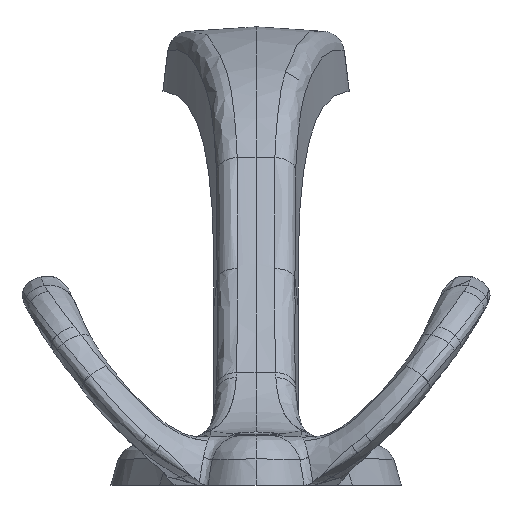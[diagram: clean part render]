
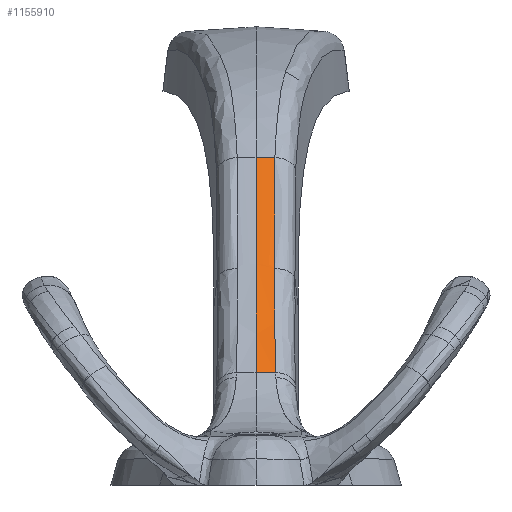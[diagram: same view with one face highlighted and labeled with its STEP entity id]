
A CAD part, front view. The second image highlights one B-rep face of the part: STEP entity #1155910.
In plain terms, the highlighted free-form (B-spline) face has degree [3, 5] with [4, 13] control points.
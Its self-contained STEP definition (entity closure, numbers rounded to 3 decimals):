
#905970=CARTESIAN_POINT('',(2.998,23.919,
17.387));
#905980=VERTEX_POINT('',#905970);
#1021770=CARTESIAN_POINT('',(2.998,23.919,
17.387));
#1021780=CARTESIAN_POINT('',(2.003,23.849,
17.414));
#1021790=CARTESIAN_POINT('',(1.005,23.8,
17.414));
#1021800=CARTESIAN_POINT('',(0.,23.796,
17.409));
#1021810=B_SPLINE_CURVE_WITH_KNOTS('',3,(#1021770,#1021780,#1021790,
#1021800),.UNSPECIFIED.,.F.,.F.,(4,4),(0.,1.),.UNSPECIFIED.);
#1021820=CARTESIAN_POINT('',(0.,23.796,
17.409));
#1021830=VERTEX_POINT('',#1021820);
#1021840=EDGE_CURVE('',#905980,#1021830,#1021810,.T.);
#1026220=CARTESIAN_POINT('',(2.884,34.946,
33.433));
#1026230=VERTEX_POINT('',#1026220);
#1026260=CARTESIAN_POINT('',(2.909,46.97,
50.554));
#1026270=CARTESIAN_POINT('',(2.907,46.925,50.499))
;
#1026280=CARTESIAN_POINT('',(2.905,46.879,50.444))
;
#1026290=CARTESIAN_POINT('',(2.902,46.823,50.378))
;
#1026300=CARTESIAN_POINT('',(2.898,46.73,50.265))
;
#1026310=CARTESIAN_POINT('',(2.894,46.637,50.153))
;
#1026320=CARTESIAN_POINT('',(2.892,46.59,50.095));
#1026330=CARTESIAN_POINT('',(2.884,46.401,49.865))
;
#1026340=CARTESIAN_POINT('',(2.876,46.212,49.634));
#1026350=CARTESIAN_POINT('',(2.871,46.072,49.461))
;
#1026360=CARTESIAN_POINT('',(2.86,45.792,49.113));
#1026370=CARTESIAN_POINT('',(2.851,45.515,48.764));
#1026380=CARTESIAN_POINT('',(2.846,45.376,48.589))
;
#1026390=CARTESIAN_POINT('',(2.831,44.872,47.947));
#1026400=CARTESIAN_POINT('',(2.819,44.374,47.3))
;
#1026410=CARTESIAN_POINT('',(2.811,44.016,46.828));
#1026420=CARTESIAN_POINT('',(2.792,42.875,45.303))
;
#1026430=CARTESIAN_POINT('',(2.786,41.765,43.76));
#1026440=CARTESIAN_POINT('',(2.786,41.014,42.689));
#1026450=CARTESIAN_POINT('',(2.797,39.312,40.213));
#1026460=CARTESIAN_POINT('',(2.825,37.665,37.709))
;
#1026470=CARTESIAN_POINT('',(2.843,36.748,36.286))
;
#1026480=CARTESIAN_POINT('',(2.864,35.844,34.86))
;
#1026490=CARTESIAN_POINT('',(2.884,34.946,
33.433));
#1026500=B_SPLINE_CURVE_WITH_KNOTS('',5,(#1026260,#1026270,#1026280,
#1026290,#1026300,#1026310,#1026320,#1026330,#1026340,#1026350,#1026360,
#1026370,#1026380,#1026390,#1026400,#1026410,#1026420,#1026430,#1026440,
#1026450,#1026460,#1026470,#1026480,#1026490),.UNSPECIFIED.,.F.,.F.,(6,3
,3,3,3,3,3,6),(0.,0.017,0.035,
0.087,0.14,0.281,0.594,
1.),.UNSPECIFIED.);
#1026510=CARTESIAN_POINT('',(2.909,46.97,
50.554));
#1026520=VERTEX_POINT('',#1026510);
#1026530=EDGE_CURVE('',#1026520,#1026230,#1026500,.T.);
#1032010=CARTESIAN_POINT('',(2.884,34.946,
33.433));
#1032020=CARTESIAN_POINT('',(2.897,34.236,32.304));
#1032030=CARTESIAN_POINT('',(2.902,33.506,31.137))
;
#1032040=CARTESIAN_POINT('',(2.902,32.772,29.962))
;
#1032050=CARTESIAN_POINT('',(2.9,31.453,27.859))
;
#1032060=CARTESIAN_POINT('',(2.894,30.157,25.841))
;
#1032070=CARTESIAN_POINT('',(2.891,29.574,24.949))
;
#1032080=CARTESIAN_POINT('',(2.885,28.594,23.48))
;
#1032090=CARTESIAN_POINT('',(2.884,27.581,22.035))
;
#1032100=CARTESIAN_POINT('',(2.885,27.156,21.442));
#1032110=CARTESIAN_POINT('',(2.894,26.269,20.238))
;
#1032120=CARTESIAN_POINT('',(2.921,25.339,19.056));
#1032130=CARTESIAN_POINT('',(2.942,24.858,18.467))
;
#1032140=CARTESIAN_POINT('',(2.968,24.383,17.91))
;
#1032150=CARTESIAN_POINT('',(2.998,23.919,
17.387));
#1032160=B_SPLINE_CURVE_WITH_KNOTS('',5,(#1032010,#1032020,#1032030,
#1032040,#1032050,#1032060,#1032070,#1032080,#1032090,#1032100,#1032110,
#1032120,#1032130,#1032140,#1032150),.UNSPECIFIED.,.F.,.F.,(6,3,3,3,6),(
0.,0.337,0.612,0.803,1.),
.UNSPECIFIED.);
#1032170=EDGE_CURVE('',#1026230,#905980,#1032160,.T.);
#1155120=CARTESIAN_POINT('',(7.,24.246,17.061))
;
#1155130=CARTESIAN_POINT('',(4.678,24.063,17.409))
;
#1155140=CARTESIAN_POINT('',(2.355,23.806,17.42))
;
#1155150=CARTESIAN_POINT('',(0.,23.796,
17.409));
#1155160=CARTESIAN_POINT('',(7.,26.926,20.121))
;
#1155170=CARTESIAN_POINT('',(4.677,26.753,20.452));
#1155180=CARTESIAN_POINT('',(2.353,26.514,20.429))
;
#1155190=CARTESIAN_POINT('',(0.,26.506,
20.418));
#1155200=CARTESIAN_POINT('',(7.,29.201,23.491))
;
#1155210=CARTESIAN_POINT('',(4.677,29.04,23.793))
;
#1155220=CARTESIAN_POINT('',(2.351,28.823,23.783))
;
#1155230=CARTESIAN_POINT('',(0.,28.817,
23.774));
#1155240=CARTESIAN_POINT('',(6.996,31.335,26.964))
;
#1155250=CARTESIAN_POINT('',(4.671,31.188,27.23));
#1155260=CARTESIAN_POINT('',(2.349,30.972,27.22))
;
#1155270=CARTESIAN_POINT('',(0.,30.967,
27.212));
#1155280=CARTESIAN_POINT('',(6.985,35.55,33.924))
;
#1155290=CARTESIAN_POINT('',(4.657,35.429,34.116))
;
#1155300=CARTESIAN_POINT('',(2.345,35.229,34.103))
;
#1155310=CARTESIAN_POINT('',(0.,35.227,
34.1));
#1155320=CARTESIAN_POINT('',(6.984,39.887,40.74))
;
#1155330=CARTESIAN_POINT('',(4.653,39.782,40.871))
;
#1155340=CARTESIAN_POINT('',(2.342,39.637,40.887));
#1155350=CARTESIAN_POINT('',(0.,39.638,
40.889));
#1155360=CARTESIAN_POINT('',(6.989,42.148,44.064))
;
#1155370=CARTESIAN_POINT('',(4.657,42.048,44.174))
;
#1155380=CARTESIAN_POINT('',(2.34,41.943,44.214));
#1155390=CARTESIAN_POINT('',(0.,41.946,
44.219));
#1155400=CARTESIAN_POINT('',(7.,44.507,47.309));
#1155410=CARTESIAN_POINT('',(4.668,44.405,47.411));
#1155420=CARTESIAN_POINT('',(2.339,44.349,47.478));
#1155430=CARTESIAN_POINT('',(0.,44.353,
47.485));
#1155440=CARTESIAN_POINT('',(7.,47.104,
50.407));
#1155450=CARTESIAN_POINT('',(4.668,46.994,
50.519));
#1155460=CARTESIAN_POINT('',(2.337,46.942,
50.585));
#1155470=CARTESIAN_POINT('',(0.,46.948,
50.593));
#1155480=CARTESIAN_POINT('',(7.,47.104,
50.407));
#1155490=CARTESIAN_POINT('',(4.668,46.994,
50.519));
#1155500=CARTESIAN_POINT('',(2.337,46.942,
50.585));
#1155510=CARTESIAN_POINT('',(0.,46.948,
50.593));
#1155520=CARTESIAN_POINT('',(7.,47.104,
50.407));
#1155530=CARTESIAN_POINT('',(4.668,46.994,
50.519));
#1155540=CARTESIAN_POINT('',(2.337,46.942,
50.585));
#1155550=CARTESIAN_POINT('',(0.,46.948,
50.593));
#1155560=CARTESIAN_POINT('',(7.,47.104,
50.407));
#1155570=CARTESIAN_POINT('',(4.668,46.994,
50.519));
#1155580=CARTESIAN_POINT('',(2.337,46.942,
50.585));
#1155590=CARTESIAN_POINT('',(0.,46.948,
50.593));
#1155600=CARTESIAN_POINT('',(7.,47.104,
50.407));
#1155610=CARTESIAN_POINT('',(4.668,46.994,
50.519));
#1155620=CARTESIAN_POINT('',(2.337,46.942,
50.585));
#1155630=CARTESIAN_POINT('',(0.,46.948,
50.593));
#1155640=B_SPLINE_SURFACE_WITH_KNOTS('',3,5,((#1155120,#1155160,#1155200
,#1155240,#1155280,#1155320,#1155360,#1155400,#1155440,#1155480,#1155520
,#1155560,#1155600),(#1155130,#1155170,#1155210,#1155250,#1155290,
#1155330,#1155370,#1155410,#1155450,#1155490,#1155530,#1155570,#1155610)
,(#1155140,#1155180,#1155220,#1155260,#1155300,#1155340,#1155380,
#1155420,#1155460,#1155500,#1155540,#1155580,#1155620),(#1155150,
#1155190,#1155230,#1155270,#1155310,#1155350,#1155390,#1155430,#1155470,
#1155510,#1155550,#1155590,#1155630)),.UNSPECIFIED.,.F.,.F.,.F.,(4,4),(6
,3,4,6),(0.,7.018),(0.,20.235,40.47,
40.47),.UNSPECIFIED.);
#1155650=ORIENTED_EDGE('',*,*,#1032170,.F.);
#1155660=ORIENTED_EDGE('',*,*,#1021840,.F.);
#1155670=CARTESIAN_POINT('',(0.,23.796,
17.409));
#1155680=CARTESIAN_POINT('',(0.,26.506,
20.418));
#1155690=CARTESIAN_POINT('',(0.,28.817,
23.774));
#1155700=CARTESIAN_POINT('',(0.,30.967,27.212
));
#1155710=CARTESIAN_POINT('',(0.,35.227,
34.1));
#1155720=CARTESIAN_POINT('',(0.,39.638,
40.889));
#1155730=CARTESIAN_POINT('',(0.,41.946,44.219
));
#1155740=CARTESIAN_POINT('',(0.,44.353,
47.485));
#1155750=CARTESIAN_POINT('',(0.,46.948,
50.593));
#1155760=B_SPLINE_CURVE_WITH_KNOTS('',5,(#1155670,#1155680,#1155690,
#1155700,#1155710,#1155720,#1155730,#1155740,#1155750),.UNSPECIFIED.,.F.
,.F.,(6,3,6),(0.,20.235,40.47),.UNSPECIFIED.);
#1155770=CARTESIAN_POINT('',(0.,46.948,
50.593));
#1155780=VERTEX_POINT('',#1155770);
#1155790=EDGE_CURVE('',#1021830,#1155780,#1155760,.T.);
#1155800=ORIENTED_EDGE('',*,*,#1155790,.F.);
#1155810=CARTESIAN_POINT('',(-0.058,121.072,
-19.187));
#1155820=DIRECTION('',(-0.005,-0.685,
-0.728));
#1155830=DIRECTION('',(0.,-0.728,0.685));
#1155840=AXIS2_PLACEMENT_3D('',#1155810,#1155820,#1155830);
#1155850=CIRCLE('',#1155840,101.802);
#1155860=EDGE_CURVE('',#1026520,#1155780,#1155850,.T.);
#1155870=ORIENTED_EDGE('',*,*,#1155860,.T.);
#1155880=ORIENTED_EDGE('',*,*,#1026530,.F.);
#1155890=EDGE_LOOP('',(#1155880,#1155870,#1155800,#1155660,#1155650));
#1155900=FACE_OUTER_BOUND('',#1155890,.T.);
#1155910=ADVANCED_FACE('',(#1155900),#1155640,.F.);
